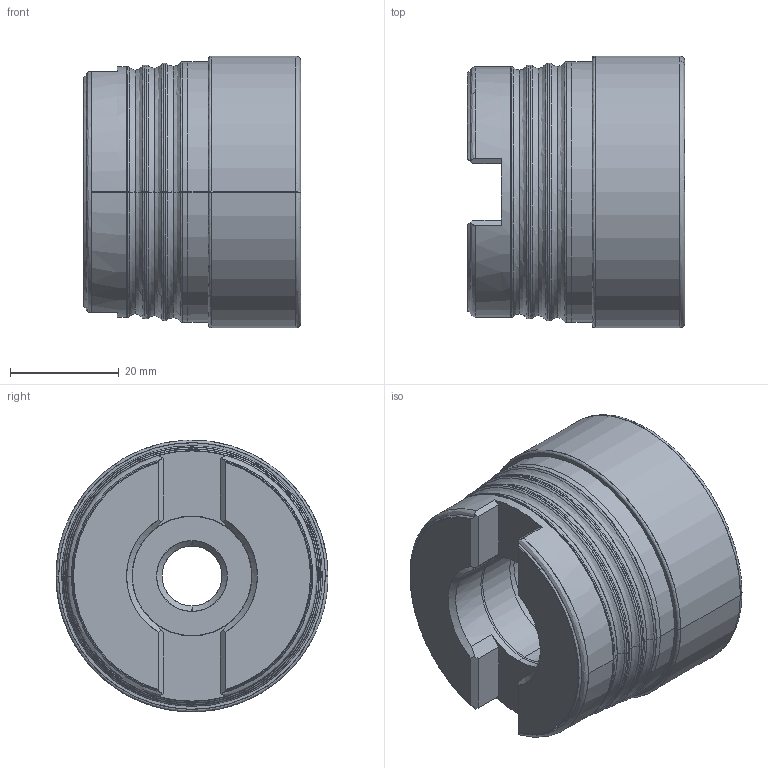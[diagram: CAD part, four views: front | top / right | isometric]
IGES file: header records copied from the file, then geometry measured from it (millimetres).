
Start section: SolidWorks IGES file using analytic representation for surfaces
Global section: file name: 90PP-050-49-4.IGS; native system: SolidWorks 2009; preprocessor: SolidWorks 2009; author: phk; date: 100322.133527; units: millimetre
Bounding box: 40 x 50 x 50 mm (x, y, z)
Surface area: 11922.9 mm2 (no closed solid volume)
Topology: 0 solids, 0 shells, 111 faces, 1149 edges, 1145 vertices
Faces by surface type: bspline 68, revolution 43
